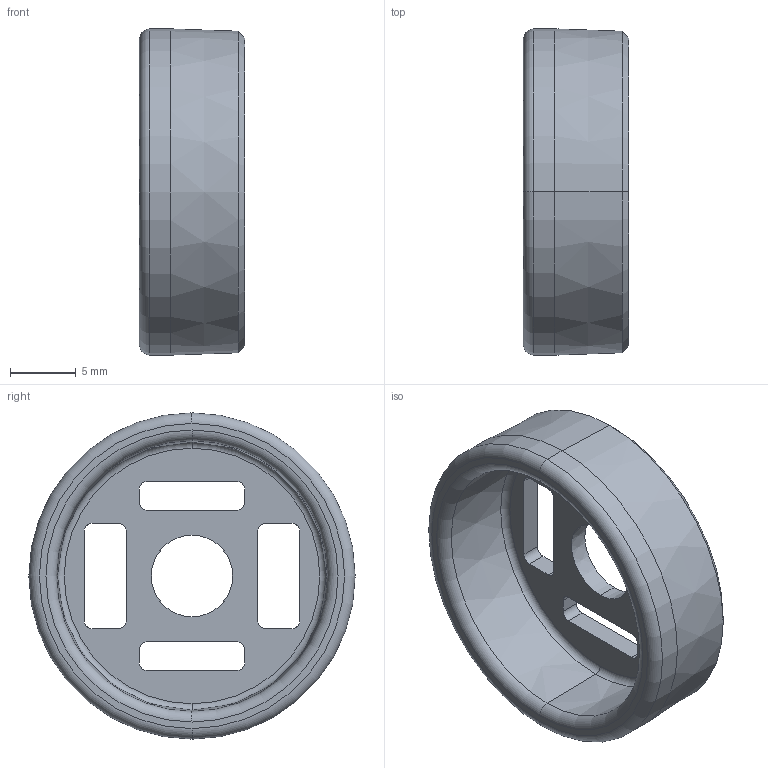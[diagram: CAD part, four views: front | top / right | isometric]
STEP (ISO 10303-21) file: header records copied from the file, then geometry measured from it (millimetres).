
FILE_DESCRIPTION((''),'2;1');
FILE_NAME('CFT-B01-017','2018-08-21T',('Administrator'),(''),'PRO/ENGINEER BY PARAMETRIC TECHNOLOGY CORPORATION, 2005030','PRO/ENGINEER BY PARAMETRIC TECHNOLOGY CORPORATION, 2005030','');
FILE_SCHEMA(('CONFIG_CONTROL_DESIGN'));
Length unit declared in the file: millimetre
Products named in the file (1): CFT-B01-017
Bounding box: 8 x 24.8 x 24.8 mm (x, y, z)
Volume: 1471.1 mm3; surface area: 1816.2 mm2
Topology: 1 solids, 1 shells, 51 faces, 134 edges, 86 vertices
Faces by surface type: plane 19, cylinder 18, cone 8, torus 6
Entity records: 1678 total; most frequent: CARTESIAN_POINT 399, ORIENTED_EDGE 268, DIRECTION 232, EDGE_CURVE 134, VERTEX_POINT 86, AXIS2_PLACEMENT_3D 79, VECTOR 74, LINE 74
